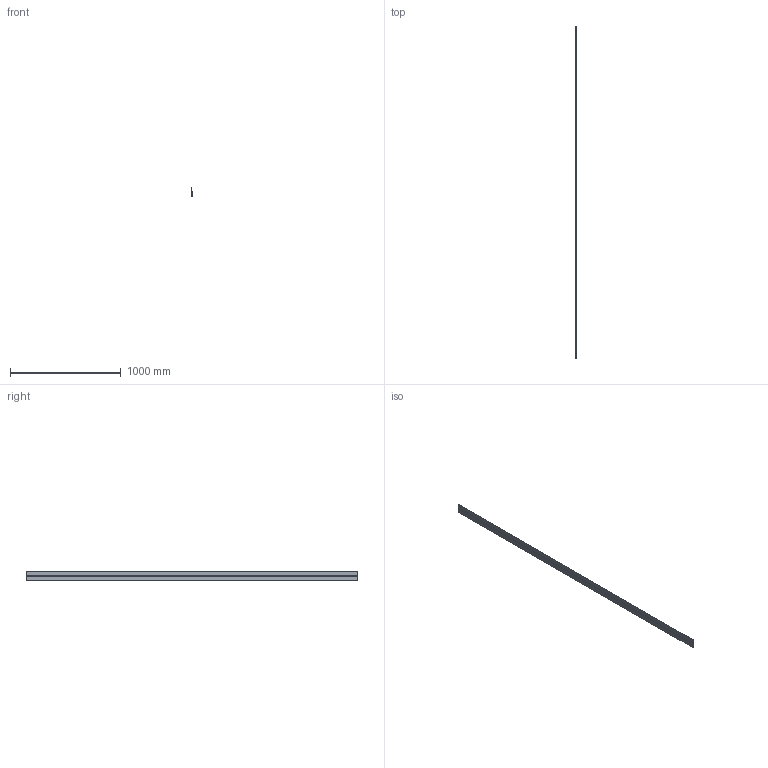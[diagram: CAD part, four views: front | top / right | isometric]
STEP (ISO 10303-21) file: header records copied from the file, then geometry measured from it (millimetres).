
FILE_DESCRIPTION(/* description */ (''),/* implementation_level */ '2;1');
FILE_NAME(/* name */ '20853.stp',/* time_stamp */ '2019-08-14T15:40:05+02:00',/* author */ ('DIDIERR'),/* organization */ (''),/* preprocessor_version */ 'ST-DEVELOPER v17.2',/* originating_system */ 'Autodesk Inventor 2019',/* authorisation */ '');
FILE_SCHEMA (('AUTOMOTIVE_DESIGN { 1 0 10303 214 3 1 1 }'));
Length unit declared in the file: millimetre
Products named in the file (1): 20853
Bounding box: 12.48 x 3000 x 90 mm (x, y, z)
Volume: 1238954.3 mm3; surface area: 612749 mm2
Topology: 1 solids, 1 shells, 19 faces, 48 edges, 32 vertices
Faces by surface type: plane 14, cylinder 5
Entity records: 627 total; most frequent: CARTESIAN_POINT 100, DIRECTION 98, ORIENTED_EDGE 96, EDGE_CURVE 48, LINE 38, VECTOR 38, VERTEX_POINT 32, AXIS2_PLACEMENT_3D 30
